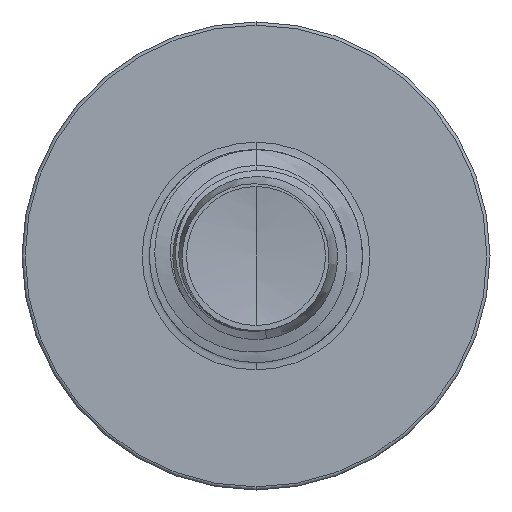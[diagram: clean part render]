
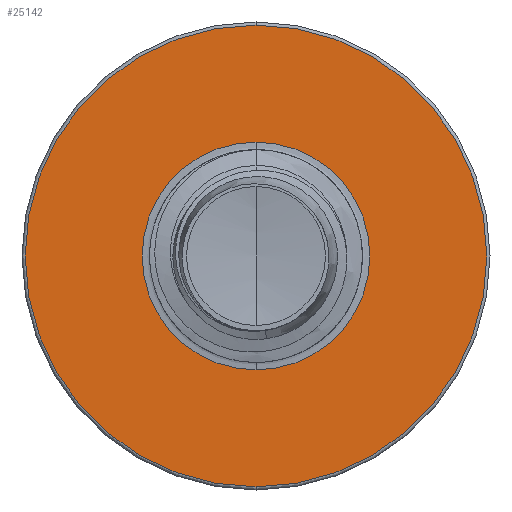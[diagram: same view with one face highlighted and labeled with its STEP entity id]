
A CAD part, front view. The second image highlights one B-rep face of the part: STEP entity #25142.
In plain terms, the highlighted planar face has unit normal (0, -1, 0).
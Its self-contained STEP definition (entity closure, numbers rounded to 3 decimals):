
#2262 = ORIENTED_EDGE ( 'NONE', *, *, #17932, .T. ) ;
#4065 = PLANE ( 'NONE',  #34978 ) ;
#5583 = CARTESIAN_POINT ( 'NONE',  ( 0., 27.5, 0. ) ) ;
#6243 = FACE_OUTER_BOUND ( 'NONE', #18841, .T. ) ;
#8794 = DIRECTION ( 'NONE',  ( 0., 0., 1. ) ) ;
#9185 = CARTESIAN_POINT ( 'NONE',  ( 0., 27.5, 2.677 ) ) ;
#12168 = DIRECTION ( 'NONE',  ( 0., 1., 0. ) ) ;
#12257 = CARTESIAN_POINT ( 'NONE',  ( 0., 27.5, -2.677 ) ) ;
#12832 = CARTESIAN_POINT ( 'NONE',  ( 0., 27.5, 0. ) ) ;
#14705 = DIRECTION ( 'NONE',  ( 0., 1., 0. ) ) ;
#15935 = CARTESIAN_POINT ( 'NONE',  ( 0., 27.5, 0. ) ) ;
#16043 = DIRECTION ( 'NONE',  ( 0., 0., 1. ) ) ;
#17348 = ORIENTED_EDGE ( 'NONE', *, *, #32293, .F. ) ;
#17932 = EDGE_CURVE ( 'NONE', #20751, #29861, #35568, .T. ) ;
#18576 = VERTEX_POINT ( 'NONE', #32450 ) ;
#18841 = EDGE_LOOP ( 'NONE', ( #24902, #17348 ) ) ;
#19173 = DIRECTION ( 'NONE',  ( 0., 0., 1. ) ) ;
#20751 = VERTEX_POINT ( 'NONE', #9185 ) ;
#20939 = AXIS2_PLACEMENT_3D ( 'NONE', #5583, #28070, #8794 ) ;
#23349 = FACE_BOUND ( 'NONE', #38413, .T. ) ;
#24902 = ORIENTED_EDGE ( 'NONE', *, *, #41681, .F. ) ;
#25142 = ADVANCED_FACE ( 'NONE', ( #6243, #23349 ), #4065, .F. ) ;
#25746 = AXIS2_PLACEMENT_3D ( 'NONE', #12832, #35430, #16043 ) ;
#26744 = AXIS2_PLACEMENT_3D ( 'NONE', #31473, #12168, #34763 ) ;
#27692 = CIRCLE ( 'NONE', #20939, 5.425 ) ;
#28070 = DIRECTION ( 'NONE',  ( 0., 1., 0. ) ) ;
#28947 = ORIENTED_EDGE ( 'NONE', *, *, #33305, .T. ) ;
#29861 = VERTEX_POINT ( 'NONE', #12257 ) ;
#30824 = CIRCLE ( 'NONE', #25746, 2.677 ) ;
#31473 = CARTESIAN_POINT ( 'NONE',  ( 0., 27.5, 0. ) ) ;
#32293 = EDGE_CURVE ( 'NONE', #18576, #39312, #34938, .T. ) ;
#32450 = CARTESIAN_POINT ( 'NONE',  ( 0., 27.5, -5.425 ) ) ;
#33305 = EDGE_CURVE ( 'NONE', #29861, #20751, #30824, .T. ) ;
#34065 = CARTESIAN_POINT ( 'NONE',  ( 0., 27.5, -2.677 ) ) ;
#34763 = DIRECTION ( 'NONE',  ( 0., 0., 1. ) ) ;
#34938 = CIRCLE ( 'NONE', #39600, 5.425 ) ;
#34978 = AXIS2_PLACEMENT_3D ( 'NONE', #34065, #14705, #37314 ) ;
#35001 = CARTESIAN_POINT ( 'NONE',  ( 0., 27.5, 5.425 ) ) ;
#35430 = DIRECTION ( 'NONE',  ( 0., 1., 0. ) ) ;
#35568 = CIRCLE ( 'NONE', #26744, 2.677 ) ;
#37314 = DIRECTION ( 'NONE',  ( 0., 0., 1. ) ) ;
#38413 = EDGE_LOOP ( 'NONE', ( #2262, #28947 ) ) ;
#38559 = DIRECTION ( 'NONE',  ( 0., 1., 0. ) ) ;
#39312 = VERTEX_POINT ( 'NONE', #35001 ) ;
#39600 = AXIS2_PLACEMENT_3D ( 'NONE', #15935, #38559, #19173 ) ;
#41681 = EDGE_CURVE ( 'NONE', #39312, #18576, #27692, .T. ) ;
